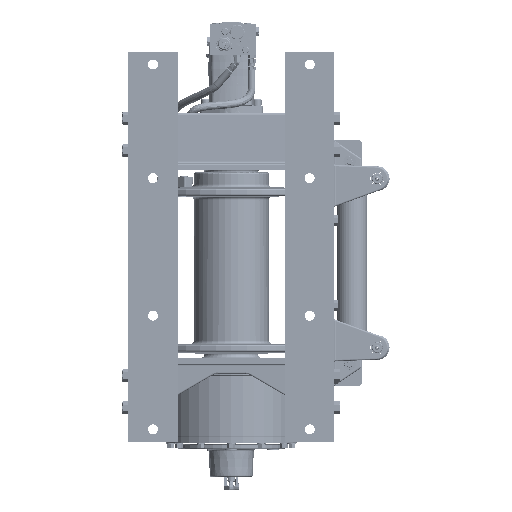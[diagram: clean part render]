
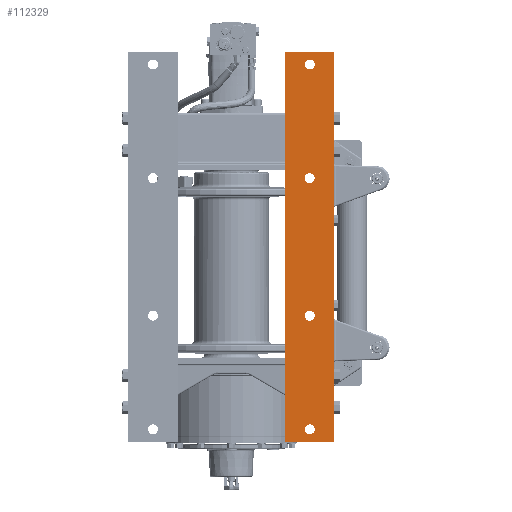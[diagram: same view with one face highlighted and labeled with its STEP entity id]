
A CAD part, front view. The second image highlights one B-rep face of the part: STEP entity #112329.
In plain terms, the highlighted planar face has unit normal (0, -1, 0).
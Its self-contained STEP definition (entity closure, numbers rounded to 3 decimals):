
#111666=DIRECTION('',(0.,0.,-1.));
#111667=VECTOR('',#111666,31.75);
#111668=CARTESIAN_POINT('',(4.375,-9.625,8.031));
#111669=LINE('',#111668,#111667);
#111670=DIRECTION('',(-1.,0.,0.));
#111671=VECTOR('',#111670,4.);
#111672=CARTESIAN_POINT('',(8.375,-9.625,8.031));
#111673=LINE('',#111672,#111671);
#111674=DIRECTION('',(0.,0.,1.));
#111675=VECTOR('',#111674,31.75);
#111676=CARTESIAN_POINT('',(8.375,-9.625,-23.719));
#111677=LINE('',#111676,#111675);
#111678=DIRECTION('',(1.,0.,0.));
#111679=VECTOR('',#111678,4.);
#111680=CARTESIAN_POINT('',(4.375,-9.625,-23.719));
#111681=LINE('',#111680,#111679);
#111682=CARTESIAN_POINT('',(6.375,-9.625,7.));
#111683=DIRECTION('',(0.,1.,0.));
#111684=DIRECTION('',(-1.,0.,0.));
#111685=AXIS2_PLACEMENT_3D('',#111682,#111683,#111684);
#111687=CARTESIAN_POINT('',(6.375,-9.625,7.));
#111688=DIRECTION('',(0.,1.,0.));
#111689=DIRECTION('',(1.,0.,0.));
#111690=AXIS2_PLACEMENT_3D('',#111687,#111688,#111689);
#111692=CARTESIAN_POINT('',(6.375,-9.625,-2.25));
#111693=DIRECTION('',(0.,1.,0.));
#111694=DIRECTION('',(-1.,0.,0.));
#111695=AXIS2_PLACEMENT_3D('',#111692,#111693,#111694);
#111697=CARTESIAN_POINT('',(6.375,-9.625,-2.25));
#111698=DIRECTION('',(0.,1.,0.));
#111699=DIRECTION('',(1.,0.,0.));
#111700=AXIS2_PLACEMENT_3D('',#111697,#111698,#111699);
#111702=CARTESIAN_POINT('',(6.375,-9.625,-13.438));
#111703=DIRECTION('',(0.,1.,0.));
#111704=DIRECTION('',(-1.,0.,0.));
#111705=AXIS2_PLACEMENT_3D('',#111702,#111703,#111704);
#111707=CARTESIAN_POINT('',(6.375,-9.625,-13.438));
#111708=DIRECTION('',(0.,1.,0.));
#111709=DIRECTION('',(1.,0.,0.));
#111710=AXIS2_PLACEMENT_3D('',#111707,#111708,#111709);
#111712=CARTESIAN_POINT('',(6.375,-9.625,-22.688));
#111713=DIRECTION('',(0.,1.,0.));
#111714=DIRECTION('',(-1.,0.,0.));
#111715=AXIS2_PLACEMENT_3D('',#111712,#111713,#111714);
#111717=CARTESIAN_POINT('',(6.375,-9.625,-22.688));
#111718=DIRECTION('',(0.,1.,0.));
#111719=DIRECTION('',(1.,0.,0.));
#111720=AXIS2_PLACEMENT_3D('',#111717,#111718,#111719);
#112164=CARTESIAN_POINT('',(5.969,-9.625,-2.25));
#112166=VERTEX_POINT('',#112164);
#112168=CARTESIAN_POINT('',(4.375,-9.625,8.031));
#112169=CARTESIAN_POINT('',(4.375,-9.625,-23.719));
#112170=VERTEX_POINT('',#112168);
#112171=VERTEX_POINT('',#112169);
#112174=CARTESIAN_POINT('',(6.781,-9.625,-2.25));
#112175=VERTEX_POINT('',#112174);
#112176=CARTESIAN_POINT('',(8.375,-9.625,8.031));
#112178=VERTEX_POINT('',#112176);
#112180=CARTESIAN_POINT('',(5.969,-9.625,7.));
#112181=CARTESIAN_POINT('',(6.781,-9.625,7.));
#112182=VERTEX_POINT('',#112180);
#112183=VERTEX_POINT('',#112181);
#112184=CARTESIAN_POINT('',(8.375,-9.625,-23.719));
#112185=VERTEX_POINT('',#112184);
#112196=CARTESIAN_POINT('',(5.969,-9.625,-13.438));
#112197=CARTESIAN_POINT('',(6.781,-9.625,-13.438));
#112198=VERTEX_POINT('',#112196);
#112199=VERTEX_POINT('',#112197);
#112212=CARTESIAN_POINT('',(5.969,-9.625,-22.688));
#112213=CARTESIAN_POINT('',(6.781,-9.625,-22.688));
#112214=VERTEX_POINT('',#112212);
#112215=VERTEX_POINT('',#112213);
#112292=CARTESIAN_POINT('',(8.375,-9.625,-23.719));
#112293=DIRECTION('',(0.,1.,0.));
#112294=DIRECTION('',(0.,0.,-1.));
#112295=AXIS2_PLACEMENT_3D('',#112292,#112293,#112294);
#112296=PLANE('',#112295);
#112298=ORIENTED_EDGE('',*,*,#112297,.F.);
#112300=ORIENTED_EDGE('',*,*,#112299,.F.);
#112302=ORIENTED_EDGE('',*,*,#112301,.F.);
#112304=ORIENTED_EDGE('',*,*,#112303,.F.);
#112305=EDGE_LOOP('',(#112298,#112300,#112302,#112304));
#112306=FACE_OUTER_BOUND('',#112305,.F.);
#112308=ORIENTED_EDGE('',*,*,#112307,.F.);
#112310=ORIENTED_EDGE('',*,*,#112309,.F.);
#112311=EDGE_LOOP('',(#112308,#112310));
#112312=FACE_BOUND('',#112311,.F.);
#112313=ORIENTED_EDGE('',*,*,#112255,.F.);
#112314=ORIENTED_EDGE('',*,*,#112276,.F.);
#112315=EDGE_LOOP('',(#112313,#112314));
#112316=FACE_BOUND('',#112315,.F.);
#112318=ORIENTED_EDGE('',*,*,#112317,.F.);
#112320=ORIENTED_EDGE('',*,*,#112319,.F.);
#112321=EDGE_LOOP('',(#112318,#112320));
#112322=FACE_BOUND('',#112321,.F.);
#112324=ORIENTED_EDGE('',*,*,#112323,.F.);
#112326=ORIENTED_EDGE('',*,*,#112325,.F.);
#112327=EDGE_LOOP('',(#112324,#112326));
#112328=FACE_BOUND('',#112327,.F.);
#111686=CIRCLE('',#111685,0.406);
#111691=CIRCLE('',#111690,0.406);
#111696=CIRCLE('',#111695,0.406);
#111701=CIRCLE('',#111700,0.406);
#111706=CIRCLE('',#111705,0.406);
#111711=CIRCLE('',#111710,0.406);
#111716=CIRCLE('',#111715,0.406);
#111721=CIRCLE('',#111720,0.406);
#112255=EDGE_CURVE('',#112166,#112175,#111696,.T.);
#112276=EDGE_CURVE('',#112175,#112166,#111701,.T.);
#112297=EDGE_CURVE('',#112170,#112171,#111669,.T.);
#112299=EDGE_CURVE('',#112178,#112170,#111673,.T.);
#112301=EDGE_CURVE('',#112185,#112178,#111677,.T.);
#112303=EDGE_CURVE('',#112171,#112185,#111681,.T.);
#112307=EDGE_CURVE('',#112182,#112183,#111686,.T.);
#112309=EDGE_CURVE('',#112183,#112182,#111691,.T.);
#112317=EDGE_CURVE('',#112198,#112199,#111706,.T.);
#112319=EDGE_CURVE('',#112199,#112198,#111711,.T.);
#112323=EDGE_CURVE('',#112214,#112215,#111716,.T.);
#112325=EDGE_CURVE('',#112215,#112214,#111721,.T.);
#112329=ADVANCED_FACE('',(#112306,#112312,#112316,#112322,#112328),#112296,.F.);
